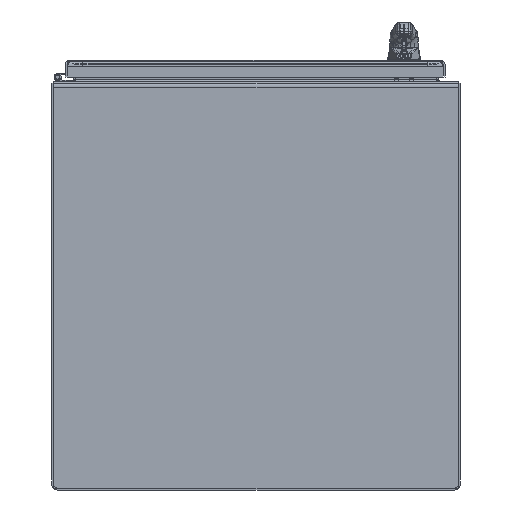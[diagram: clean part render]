
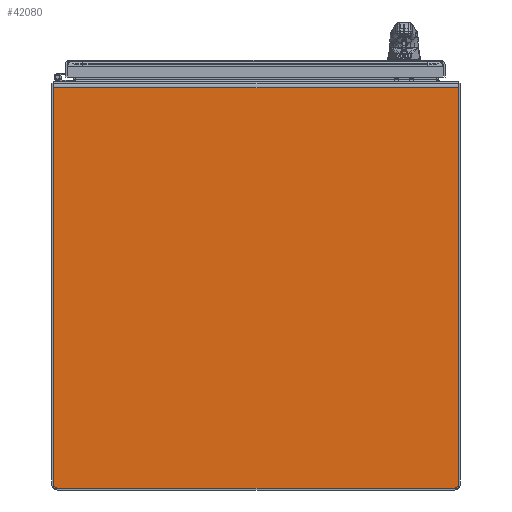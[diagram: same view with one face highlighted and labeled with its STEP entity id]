
A CAD part, front view. The second image highlights one B-rep face of the part: STEP entity #42080.
In plain terms, the highlighted face is planar.
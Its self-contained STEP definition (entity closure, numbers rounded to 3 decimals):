
#2265=PLANE('',#45678);
#3394=FACE_OUTER_BOUND('',#6045,.T.);
#6045=EDGE_LOOP('',(#28452,#28453,#28454,#28455));
#11439=LINE('',#63979,#14731);
#11444=LINE('',#63995,#14736);
#11447=LINE('',#64001,#14739);
#11448=LINE('',#64002,#14740);
#14731=VECTOR('',#50971,0.394);
#14736=VECTOR('',#50992,0.394);
#14739=VECTOR('',#50997,0.394);
#14740=VECTOR('',#50998,0.394);
#17946=VERTEX_POINT('',#63976);
#17947=VERTEX_POINT('',#63978);
#17950=VERTEX_POINT('',#63994);
#17952=VERTEX_POINT('',#64000);
#21962=EDGE_CURVE('',#17947,#17946,#11439,.T.);
#21970=EDGE_CURVE('',#17950,#17947,#11444,.T.);
#21973=EDGE_CURVE('',#17946,#17952,#11447,.T.);
#21974=EDGE_CURVE('',#17952,#17950,#11448,.T.);
#28452=ORIENTED_EDGE('',*,*,#21962,.T.);
#28453=ORIENTED_EDGE('',*,*,#21973,.T.);
#28454=ORIENTED_EDGE('',*,*,#21974,.T.);
#28455=ORIENTED_EDGE('',*,*,#21970,.T.);
#42080=ADVANCED_FACE('',(#3394),#2265,.F.);
#45678=AXIS2_PLACEMENT_3D('',#63999,#50995,#50996);
#50971=DIRECTION('',(-1.,0.,0.));
#50992=DIRECTION('',(0.,-1.,0.));
#50995=DIRECTION('center_axis',(0.,0.,1.));
#50996=DIRECTION('ref_axis',(1.,0.,0.));
#50997=DIRECTION('',(0.,1.,0.));
#50998=DIRECTION('',(1.,0.,0.));
#63976=CARTESIAN_POINT('',(0.,-23.667,0.));
#63978=CARTESIAN_POINT('',(23.917,-23.667,0.));
#63979=CARTESIAN_POINT('',(17.938,-23.667,0.));
#63994=CARTESIAN_POINT('',(23.917,0.,0.));
#63995=CARTESIAN_POINT('',(23.917,0.,0.));
#63999=CARTESIAN_POINT('Origin',(11.959,-12.011,0.));
#64000=CARTESIAN_POINT('',(0.,0.,0.));
#64001=CARTESIAN_POINT('',(0.,-24.021,0.));
#64002=CARTESIAN_POINT('',(0.,0.,0.));
